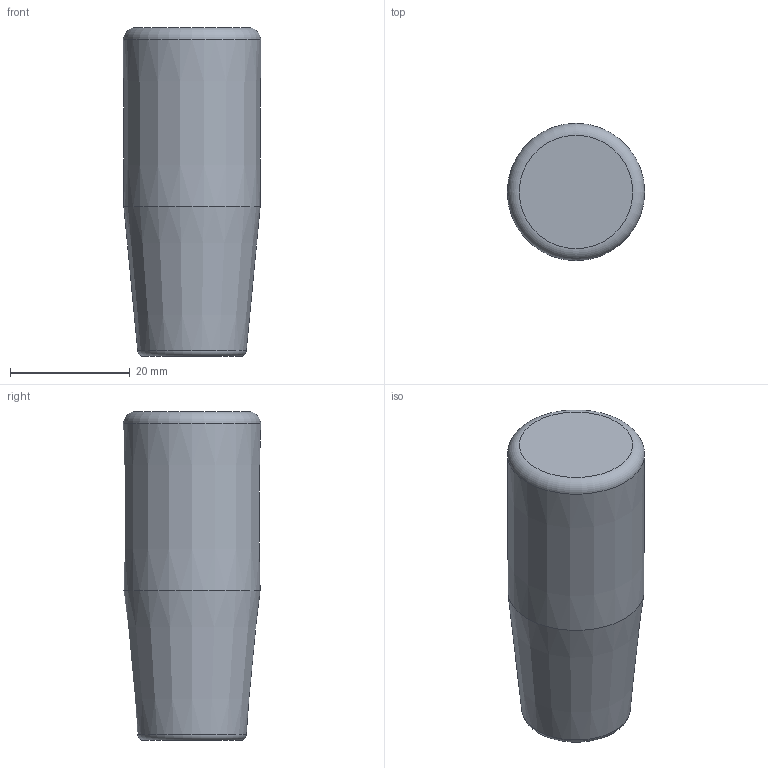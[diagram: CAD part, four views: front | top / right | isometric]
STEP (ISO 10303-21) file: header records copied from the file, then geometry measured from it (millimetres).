
FILE_DESCRIPTION( ( 'Unknown' ), '1' );
FILE_NAME( '6137020_MCA23x55.stp', 'Unknown', ( 'Unknown' ), ( 'Unknown' ), 'PSStep 11.0', 'Unknown', ' ' );
FILE_SCHEMA( ( 'AUTOMOTIVE_DESIGN { 1 0 10303 214 1 1 1 1 }' ) );
Length unit declared in the file: millimetre
Products named in the file (1): 6137020
Bounding box: 22.99 x 22.99 x 55 mm (x, y, z)
Volume: 18205.6 mm3; surface area: 5635.4 mm2
Topology: 1 solids, 2 shells, 15 faces, 28 edges, 17 vertices
Faces by surface type: plane 4, torus 4, cylinder 3, cone 2, bspline 2
Full cylindrical faces by diameter (mm): 10 x1, 10.5 x1, 15 x1
Entity records: 478 total; most frequent: CARTESIAN_POINT 98, DIRECTION 56, AXIS2_PLACEMENT_3D 28, EDGE_LOOP 28, ORIENTED_EDGE 28, FACE_OUTER_BOUND 24, STYLED_ITEM 15, PRESENTATION_STYLE_ASSIGNMENT 15
